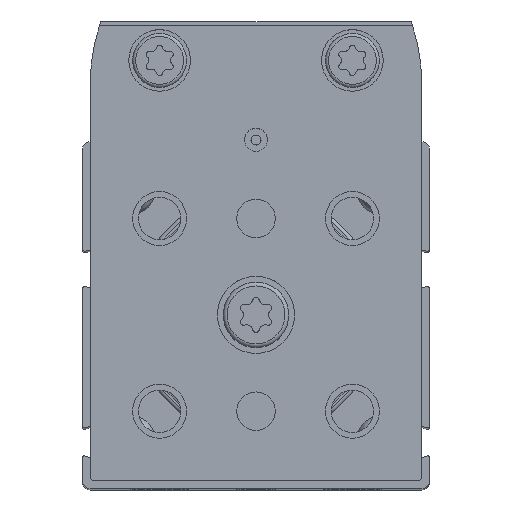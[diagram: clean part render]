
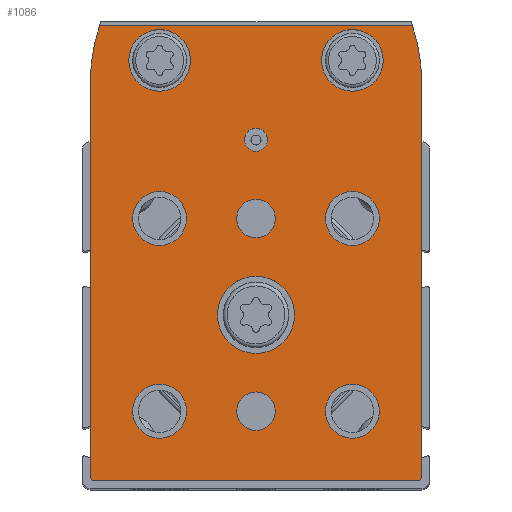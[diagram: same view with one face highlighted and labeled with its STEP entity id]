
A CAD part, top view. The second image highlights one B-rep face of the part: STEP entity #1086.
In plain terms, the highlighted planar face has unit normal (0, 0, 1).
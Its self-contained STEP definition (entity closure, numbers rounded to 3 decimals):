
#1086 = ADVANCED_FACE( '', ( #2502, #2503, #2504, #2505, #2506, #2507, #2508, #2509, #2510, #2511, #2512 ), #2513, .T. );
#2502 = FACE_BOUND( '', #4372, .T. );
#2503 = FACE_BOUND( '', #4373, .T. );
#2504 = FACE_BOUND( '', #4374, .T. );
#2505 = FACE_BOUND( '', #4375, .T. );
#2506 = FACE_BOUND( '', #4376, .T. );
#2507 = FACE_BOUND( '', #4377, .T. );
#2508 = FACE_BOUND( '', #4378, .T. );
#2509 = FACE_BOUND( '', #4379, .T. );
#2510 = FACE_BOUND( '', #4380, .T. );
#2511 = FACE_BOUND( '', #4381, .T. );
#2512 = FACE_OUTER_BOUND( '', #4382, .T. );
#2513 = PLANE( '', #4383 );
#4372 = EDGE_LOOP( '', ( #7208 ) );
#4373 = EDGE_LOOP( '', ( #7209 ) );
#4374 = EDGE_LOOP( '', ( #7210 ) );
#4375 = EDGE_LOOP( '', ( #7211 ) );
#4376 = EDGE_LOOP( '', ( #7212 ) );
#4377 = EDGE_LOOP( '', ( #7213 ) );
#4378 = EDGE_LOOP( '', ( #7214 ) );
#4379 = EDGE_LOOP( '', ( #7215 ) );
#4380 = EDGE_LOOP( '', ( #7216 ) );
#4381 = EDGE_LOOP( '', ( #7217 ) );
#4382 = EDGE_LOOP( '', ( #7218, #7219, #7220, #7221, #7222, #7223, #7224, #7225 ) );
#4383 = AXIS2_PLACEMENT_3D( '', #7226, #7227, #7228 );
#7208 = ORIENTED_EDGE( '', *, *, #10372, .T. );
#7209 = ORIENTED_EDGE( '', *, *, #10819, .T. );
#7210 = ORIENTED_EDGE( '', *, *, #10757, .F. );
#7211 = ORIENTED_EDGE( '', *, *, #10764, .F. );
#7212 = ORIENTED_EDGE( '', *, *, #10558, .T. );
#7213 = ORIENTED_EDGE( '', *, *, #10820, .T. );
#7214 = ORIENTED_EDGE( '', *, *, #10552, .T. );
#7215 = ORIENTED_EDGE( '', *, *, #10128, .T. );
#7216 = ORIENTED_EDGE( '', *, *, #10821, .T. );
#7217 = ORIENTED_EDGE( '', *, *, #10822, .F. );
#7218 = ORIENTED_EDGE( '', *, *, #10823, .T. );
#7219 = ORIENTED_EDGE( '', *, *, #10700, .T. );
#7220 = ORIENTED_EDGE( '', *, *, #10149, .T. );
#7221 = ORIENTED_EDGE( '', *, *, #10824, .T. );
#7222 = ORIENTED_EDGE( '', *, *, #10825, .T. );
#7223 = ORIENTED_EDGE( '', *, *, #10826, .T. );
#7224 = ORIENTED_EDGE( '', *, *, #10827, .T. );
#7225 = ORIENTED_EDGE( '', *, *, #10828, .T. );
#7226 = CARTESIAN_POINT( '', ( 2.5, 30., 10. ) );
#7227 = DIRECTION( '', ( 0., 0., 1. ) );
#7228 = DIRECTION( '', ( 1., 0., 0. ) );
#10128 = EDGE_CURVE( '', #11945, #11945, #11946, .T. );
#10149 = EDGE_CURVE( '', #11982, #11980, #11983, .T. );
#10372 = EDGE_CURVE( '', #12361, #12361, #12362, .T. );
#10552 = EDGE_CURVE( '', #12654, #12654, #12655, .T. );
#10558 = EDGE_CURVE( '', #12662, #12662, #12663, .T. );
#10700 = EDGE_CURVE( '', #12883, #11982, #12884, .T. );
#10757 = EDGE_CURVE( '', #12969, #12969, #12970, .T. );
#10764 = EDGE_CURVE( '', #12980, #12980, #12981, .T. );
#10819 = EDGE_CURVE( '', #13061, #13061, #13062, .T. );
#10820 = EDGE_CURVE( '', #13063, #13063, #13064, .T. );
#10821 = EDGE_CURVE( '', #13065, #13065, #13066, .T. );
#10822 = EDGE_CURVE( '', #13067, #13067, #13068, .T. );
#10823 = EDGE_CURVE( '', #13069, #12883, #13070, .T. );
#10824 = EDGE_CURVE( '', #11980, #13071, #13072, .T. );
#10825 = EDGE_CURVE( '', #13071, #13073, #13074, .T. );
#10826 = EDGE_CURVE( '', #13073, #13075, #13076, .T. );
#10827 = EDGE_CURVE( '', #13075, #13077, #13078, .T. );
#10828 = EDGE_CURVE( '', #13077, #13069, #13079, .T. );
#11945 = VERTEX_POINT( '', #14617 );
#11946 = CIRCLE( '', #14618, 3.5 );
#11980 = VERTEX_POINT( '', #14660 );
#11982 = VERTEX_POINT( '', #14663 );
#11983 = CIRCLE( '', #14664, 0.5 );
#12361 = VERTEX_POINT( '', #15163 );
#12362 = CIRCLE( '', #15164, 4. );
#12654 = VERTEX_POINT( '', #15553 );
#12655 = CIRCLE( '', #15554, 3.5 );
#12662 = VERTEX_POINT( '', #15563 );
#12663 = CIRCLE( '', #15564, 5. );
#12883 = VERTEX_POINT( '', #15853 );
#12884 = LINE( '', #15854, #15855 );
#12969 = VERTEX_POINT( '', #16013 );
#12970 = CIRCLE( '', #16014, 2.5 );
#12980 = VERTEX_POINT( '', #16026 );
#12981 = CIRCLE( '', #16027, 2.5 );
#13061 = VERTEX_POINT( '', #16140 );
#13062 = CIRCLE( '', #16141, 4. );
#13063 = VERTEX_POINT( '', #16142 );
#13064 = CIRCLE( '', #16143, 3.5 );
#13065 = VERTEX_POINT( '', #16144 );
#13066 = CIRCLE( '', #16145, 3.5 );
#13067 = VERTEX_POINT( '', #16146 );
#13068 = CIRCLE( '', #16147, 1.5 );
#13069 = VERTEX_POINT( '', #16148 );
#13070 = CIRCLE( '', #16149, 24. );
#13071 = VERTEX_POINT( '', #16150 );
#13072 = LINE( '', #16151, #16152 );
#13073 = VERTEX_POINT( '', #16153 );
#13074 = CIRCLE( '', #16154, 0.5 );
#13075 = VERTEX_POINT( '', #16155 );
#13076 = LINE( '', #16156, #16157 );
#13077 = VERTEX_POINT( '', #16158 );
#13078 = CIRCLE( '', #16159, 24. );
#13079 = LINE( '', #16160, #16161 );
#14617 = CARTESIAN_POINT( '', ( -16., -12.5, 10. ) );
#14618 = AXIS2_PLACEMENT_3D( '', #17914, #17915, #17916 );
#14660 = CARTESIAN_POINT( '', ( -21., -21.5, 10. ) );
#14663 = CARTESIAN_POINT( '', ( -21.5, -21., 10. ) );
#14664 = AXIS2_PLACEMENT_3D( '', #17947, #17948, #17949 );
#15163 = CARTESIAN_POINT( '', ( 8.5, 33., 10. ) );
#15164 = AXIS2_PLACEMENT_3D( '', #18290, #18291, #18292 );
#15553 = CARTESIAN_POINT( '', ( -16., 12.5, 10. ) );
#15554 = AXIS2_PLACEMENT_3D( '', #18573, #18574, #18575 );
#15563 = CARTESIAN_POINT( '', ( -5., 0., 10. ) );
#15564 = AXIS2_PLACEMENT_3D( '', #18581, #18582, #18583 );
#15853 = CARTESIAN_POINT( '', ( -21.5, 30., 10. ) );
#15854 = CARTESIAN_POINT( '', ( -21.5, 30., 10. ) );
#15855 = VECTOR( '', #18802, 1000. );
#16013 = CARTESIAN_POINT( '', ( 2.5, -12.5, 10. ) );
#16014 = AXIS2_PLACEMENT_3D( '', #18857, #18858, #18859 );
#16026 = CARTESIAN_POINT( '', ( 2.5, 12.5, 10. ) );
#16027 = AXIS2_PLACEMENT_3D( '', #18868, #18869, #18870 );
#16140 = CARTESIAN_POINT( '', ( -16.5, 33., 10. ) );
#16141 = AXIS2_PLACEMENT_3D( '', #18929, #18930, #18931 );
#16142 = CARTESIAN_POINT( '', ( 9., -12.5, 10. ) );
#16143 = AXIS2_PLACEMENT_3D( '', #18932, #18933, #18934 );
#16144 = CARTESIAN_POINT( '', ( 9., 12.5, 10. ) );
#16145 = AXIS2_PLACEMENT_3D( '', #18935, #18936, #18937 );
#16146 = CARTESIAN_POINT( '', ( 1.5, 22.7, 10. ) );
#16147 = AXIS2_PLACEMENT_3D( '', #18938, #18939, #18940 );
#16148 = CARTESIAN_POINT( '', ( -20.298, 37.5, 10. ) );
#16149 = AXIS2_PLACEMENT_3D( '', #18941, #18942, #18943 );
#16150 = CARTESIAN_POINT( '', ( 21., -21.5, 10. ) );
#16151 = CARTESIAN_POINT( '', ( -21., -21.5, 10. ) );
#16152 = VECTOR( '', #18944, 1000. );
#16153 = CARTESIAN_POINT( '', ( 21.5, -21., 10. ) );
#16154 = AXIS2_PLACEMENT_3D( '', #18945, #18946, #18947 );
#16155 = CARTESIAN_POINT( '', ( 21.5, 30., 10. ) );
#16156 = CARTESIAN_POINT( '', ( 21.5, -21., 10. ) );
#16157 = VECTOR( '', #18948, 1000. );
#16158 = CARTESIAN_POINT( '', ( 20.298, 37.5, 10. ) );
#16159 = AXIS2_PLACEMENT_3D( '', #18949, #18950, #18951 );
#16160 = CARTESIAN_POINT( '', ( 20.298, 37.5, 10. ) );
#16161 = VECTOR( '', #18952, 1000. );
#17914 = CARTESIAN_POINT( '', ( -12.5, -12.5, 10. ) );
#17915 = DIRECTION( '', ( 0., 0., -1. ) );
#17916 = DIRECTION( '', ( -1., 0., 0. ) );
#17947 = CARTESIAN_POINT( '', ( -21., -21., 10. ) );
#17948 = DIRECTION( '', ( 0., 0., 1. ) );
#17949 = DIRECTION( '', ( 1., 0., 0. ) );
#18290 = CARTESIAN_POINT( '', ( 12.5, 33., 10. ) );
#18291 = DIRECTION( '', ( 0., 0., -1. ) );
#18292 = DIRECTION( '', ( -1., 0., 0. ) );
#18573 = CARTESIAN_POINT( '', ( -12.5, 12.5, 10. ) );
#18574 = DIRECTION( '', ( 0., 0., -1. ) );
#18575 = DIRECTION( '', ( -1., 0., 0. ) );
#18581 = CARTESIAN_POINT( '', ( 0., 0., 10. ) );
#18582 = DIRECTION( '', ( 0., 0., -1. ) );
#18583 = DIRECTION( '', ( -1., 0., 0. ) );
#18802 = DIRECTION( '', ( 0., -1., 0. ) );
#18857 = CARTESIAN_POINT( '', ( 0., -12.5, 10. ) );
#18858 = DIRECTION( '', ( 0., 0., 1. ) );
#18859 = DIRECTION( '', ( 1., 0., 0. ) );
#18868 = CARTESIAN_POINT( '', ( 0., 12.5, 10. ) );
#18869 = DIRECTION( '', ( 0., 0., 1. ) );
#18870 = DIRECTION( '', ( 1., 0., 0. ) );
#18929 = CARTESIAN_POINT( '', ( -12.5, 33., 10. ) );
#18930 = DIRECTION( '', ( 0., 0., -1. ) );
#18931 = DIRECTION( '', ( -1., 0., 0. ) );
#18932 = CARTESIAN_POINT( '', ( 12.5, -12.5, 10. ) );
#18933 = DIRECTION( '', ( 0., 0., -1. ) );
#18934 = DIRECTION( '', ( -1., 0., 0. ) );
#18935 = CARTESIAN_POINT( '', ( 12.5, 12.5, 10. ) );
#18936 = DIRECTION( '', ( 0., 0., -1. ) );
#18937 = DIRECTION( '', ( -1., 0., 0. ) );
#18938 = CARTESIAN_POINT( '', ( 0., 22.7, 10. ) );
#18939 = DIRECTION( '', ( 0., 0., 1. ) );
#18940 = DIRECTION( '', ( 1., 0., 0. ) );
#18941 = CARTESIAN_POINT( '', ( 2.5, 30., 10. ) );
#18942 = DIRECTION( '', ( 0., 0., 1. ) );
#18943 = DIRECTION( '', ( 1., 0., 0. ) );
#18944 = DIRECTION( '', ( 1., 0., 0. ) );
#18945 = CARTESIAN_POINT( '', ( 21., -21., 10. ) );
#18946 = DIRECTION( '', ( 0., 0., 1. ) );
#18947 = DIRECTION( '', ( 1., 0., 0. ) );
#18948 = DIRECTION( '', ( 0., 1., 0. ) );
#18949 = CARTESIAN_POINT( '', ( -2.5, 30., 10. ) );
#18950 = DIRECTION( '', ( 0., 0., 1. ) );
#18951 = DIRECTION( '', ( 1., 0., 0. ) );
#18952 = DIRECTION( '', ( -1., 0., 0. ) );
